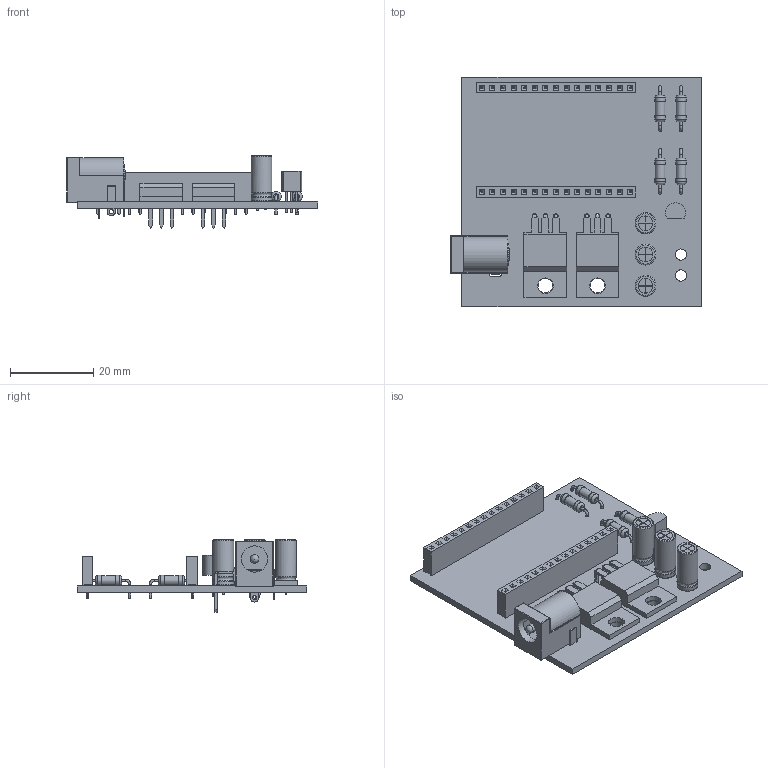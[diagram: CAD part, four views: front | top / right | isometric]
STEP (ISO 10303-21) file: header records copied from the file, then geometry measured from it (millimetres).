
FILE_DESCRIPTION(('KiCad electronic assembly'),'2;1');
FILE_NAME('nihon_lamp.step','2023-09-19T21:55:54',('Pcbnew'),('Kicad'), 'Open CASCADE STEP processor 7.7','KiCad to STEP converter','Unknown' );
FILE_SCHEMA(('AUTOMOTIVE_DESIGN { 1 0 10303 214 1 1 1 1 }'));
Length unit declared in the file: millimetre
Products named in the file (14): nihon_lamp 1; R_Axial_DIN0207_L6.3mm_D2.5mm_P10.16mm_Horizontal; SOLID; PinSocket_1x15_P2.54mm_Vertical; C_Radial_D5.0mm_H11.0mm_P2.00mm; TO-220-3_Horizontal_TabDown; BarrelJack_Horizontal; COMPOUND; TO-92_Inline; _autosave-nihon_lamp PCB
Assembly tree (20 placements, depth 3):
  nihon_lamp 1
    R_Axial_DIN0207_L6.3mm_D2.5mm_P10.16mm_Horizontal  x4
      SOLID
    PinSocket_1x15_P2.54mm_Vertical  x2
      SOLID
    C_Radial_D5.0mm_H11.0mm_P2.00mm  x3
      SOLID
    TO-220-3_Horizontal_TabDown  x2
      SOLID
    BarrelJack_Horizontal
      COMPOUND
    TO-92_Inline
      SOLID
    _autosave-nihon_lamp PCB
Bounding box: 60.3 x 55 x 17.33 mm (x, y, z)
Volume: 8666 mm3; surface area: 12882.5 mm2
Topology: 18 solids, 21 shells, 1503 faces, 3789 edges, 2447 vertices
Faces by surface type: plane 1326, cylinder 139, torus 19, revolution 6, bspline 6, sphere 5, extrusion 2
Full cylindrical faces by diameter (mm): 0.4 x6, 0.6 x16, 0.75 x3, 0.8 x14, 1 x32, 1.1 x6, 1.5 x2, 2 x2, 2.25 x4, 2.5 x8, 2.7 x2, 3.5 x11, 3.735 x2, 5 x6, 6.3 x1
Entity records: 59004 total; most frequent: CARTESIAN_POINT 10199, DIRECTION 8139, VECTOR 5958, LINE 5956, ORIENTED_EDGE 4266, PCURVE 4266, DEFINITIONAL_REPRESENTATION 4266, EDGE_CURVE 2133
